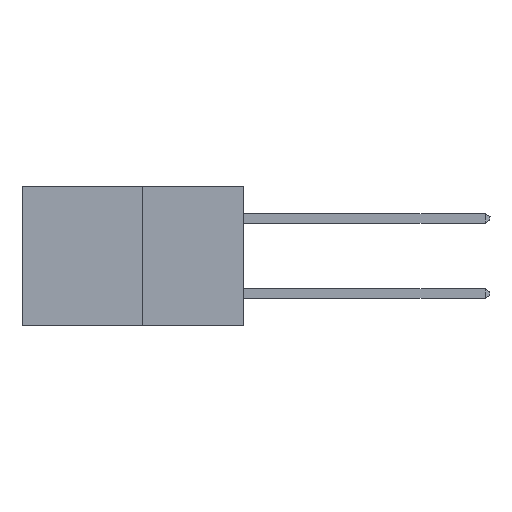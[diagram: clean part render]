
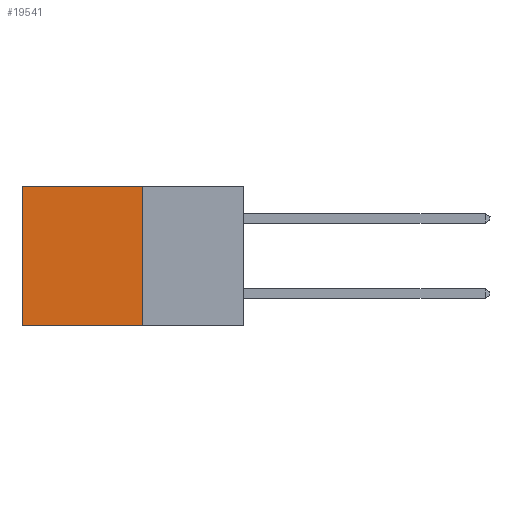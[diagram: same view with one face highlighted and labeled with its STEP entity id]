
A CAD part, left-side view. The second image highlights one B-rep face of the part: STEP entity #19541.
In plain terms, the highlighted planar face has unit normal (-1, 0, 0).
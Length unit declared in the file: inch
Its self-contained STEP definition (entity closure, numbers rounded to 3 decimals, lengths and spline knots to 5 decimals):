
#153 = VERTEX_POINT ( 'NONE', #14617 ) ;
#378 = CARTESIAN_POINT ( 'NONE',  ( 0.277, 0.59, 0. ) ) ;
#1669 = CARTESIAN_POINT ( 'NONE',  ( 0.277, 0.59, -0.37 ) ) ;
#2610 = EDGE_CURVE ( 'NONE', #153, #12245, #20790, .T. ) ;
#2972 = DIRECTION ( 'NONE',  ( 0., 0., -1. ) ) ;
#3314 = EDGE_CURVE ( 'NONE', #6717, #12245, #20472, .T. ) ;
#3357 = CARTESIAN_POINT ( 'NONE',  ( 0.277, 0.27, 0. ) ) ;
#3544 = DIRECTION ( 'NONE',  ( 0., 0., -1. ) ) ;
#3828 = AXIS2_PLACEMENT_3D ( 'NONE', #12108, #13891, #2972 ) ;
#5908 = LINE ( 'NONE', #3357, #10201 ) ;
#6717 = VERTEX_POINT ( 'NONE', #378 ) ;
#7041 = CARTESIAN_POINT ( 'NONE',  ( 0.277, 0.27, -0.37 ) ) ;
#7784 = DIRECTION ( 'NONE',  ( 0., 1., 0. ) ) ;
#9082 = EDGE_CURVE ( 'NONE', #15391, #153, #14583, .T. ) ;
#9533 = CARTESIAN_POINT ( 'NONE',  ( 0.277, 0.27, -0.37 ) ) ;
#10201 = VECTOR ( 'NONE', #14261, 39.37008 ) ;
#10312 = PLANE ( 'NONE',  #3828 ) ;
#11069 = VECTOR ( 'NONE', #3544, 39.37008 ) ;
#11204 = CARTESIAN_POINT ( 'NONE',  ( 0.277, 0.59, -0.37 ) ) ;
#11580 = FACE_OUTER_BOUND ( 'NONE', #16481, .T. ) ;
#11796 = ORIENTED_EDGE ( 'NONE', *, *, #12965, .T. ) ;
#11921 = VECTOR ( 'NONE', #7784, 39.37008 ) ;
#12108 = CARTESIAN_POINT ( 'NONE',  ( 0.277, 0.27, -0.37 ) ) ;
#12245 = VERTEX_POINT ( 'NONE', #11204 ) ;
#12965 = EDGE_CURVE ( 'NONE', #15391, #6717, #5908, .T. ) ;
#13891 = DIRECTION ( 'NONE',  ( 1., 0., 0. ) ) ;
#14261 = DIRECTION ( 'NONE',  ( 0., 1., 0. ) ) ;
#14583 = LINE ( 'NONE', #7041, #19267 ) ;
#14617 = CARTESIAN_POINT ( 'NONE',  ( 0.277, 0.27, -0.37 ) ) ;
#15391 = VERTEX_POINT ( 'NONE', #19029 ) ;
#16079 = ORIENTED_EDGE ( 'NONE', *, *, #9082, .F. ) ;
#16419 = ORIENTED_EDGE ( 'NONE', *, *, #3314, .T. ) ;
#16481 = EDGE_LOOP ( 'NONE', ( #16419, #21575, #16079, #11796 ) ) ;
#19029 = CARTESIAN_POINT ( 'NONE',  ( 0.277, 0.27, 0. ) ) ;
#19267 = VECTOR ( 'NONE', #19498, 39.37008 ) ;
#19498 = DIRECTION ( 'NONE',  ( 0., 0., -1. ) ) ;
#19541 = ADVANCED_FACE ( 'NONE', ( #11580 ), #10312, .F. ) ;
#20472 = LINE ( 'NONE', #1669, #11069 ) ;
#20790 = LINE ( 'NONE', #9533, #11921 ) ;
#21575 = ORIENTED_EDGE ( 'NONE', *, *, #2610, .F. ) ;
